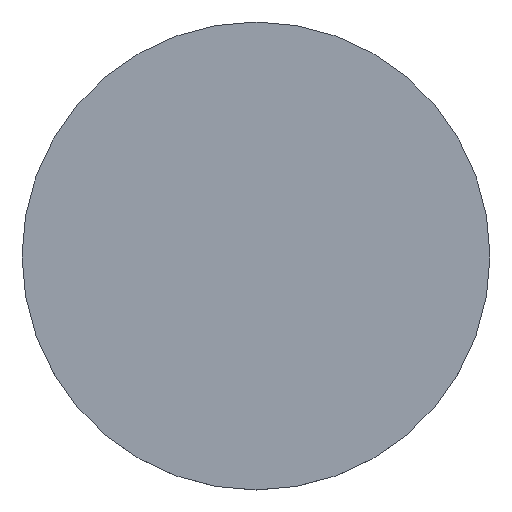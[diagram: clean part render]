
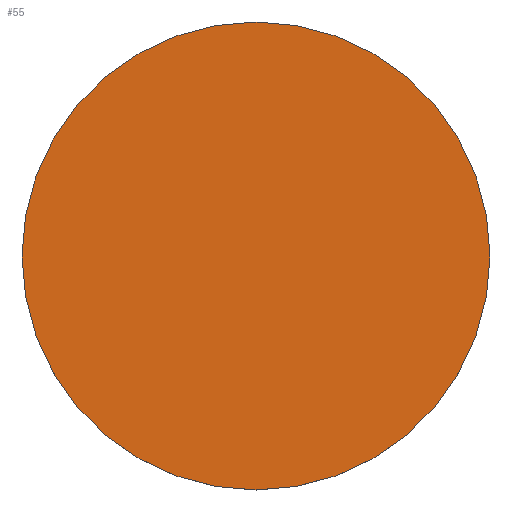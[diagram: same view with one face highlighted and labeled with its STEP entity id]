
A CAD part, top view. The second image highlights one B-rep face of the part: STEP entity #55.
In plain terms, the highlighted planar face has unit normal (0, 0, 1).
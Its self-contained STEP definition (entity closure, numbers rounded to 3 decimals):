
#41=EDGE_CURVE('Unnamed[1]',#95,#95,#96,.T.);
#55=ADVANCED_FACE('Unnamed[1]',(#115),#116,.T.);
#95=VERTEX_POINT('',#157);
#96=CIRCLE('',#158,17.65);
#115=FACE_OUTER_BOUND('',#181,.T.);
#116=PLANE('',#182);
#157=CARTESIAN_POINT('',(0.,17.65,26.7));
#158=AXIS2_PLACEMENT_3D('',#223,#224,#225);
#181=EDGE_LOOP('',(#243));
#182=AXIS2_PLACEMENT_3D('',#244,#245,#246);
#223=CARTESIAN_POINT('',(0.,0.,26.7));
#224=DIRECTION('',(0.,0.,-1.0));
#225=DIRECTION('',(0.,1.0,0.));
#243=ORIENTED_EDGE('',*,*,#41,.F.);
#244=CARTESIAN_POINT('',(0.,8.825,26.7));
#245=DIRECTION('',(0.,0.,1.0));
#246=DIRECTION('',(0.,-1.0,0.));
